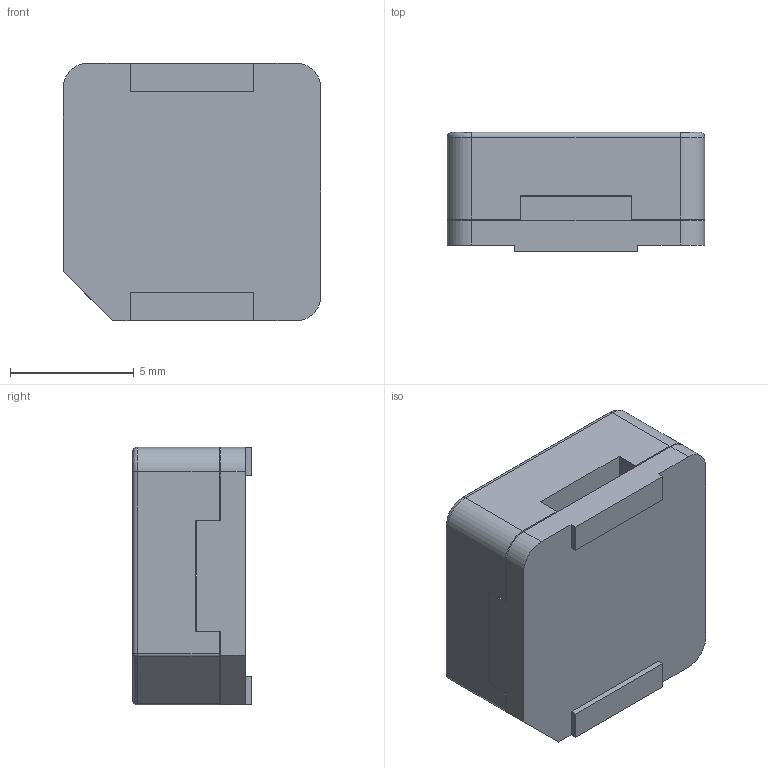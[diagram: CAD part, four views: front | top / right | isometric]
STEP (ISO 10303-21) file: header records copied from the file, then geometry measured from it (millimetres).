
FILE_DESCRIPTION (( 'STEP AP214' ), '1' );
FILE_NAME ('User Library-IND_MURATA_MBH10145C.STEP', '2018-02-13T17:13:35', ( '' ), ( '' ), 'SwSTEP 2.0', 'SolidWorks 2018', '' );
FILE_SCHEMA (( 'AUTOMOTIVE_DESIGN' ));
Length unit declared in the file: millimetre
Products named in the file (4): User Library-IND_MURATA_MBH10145C_srr1206-560yl_1; User Library-IND_MURATA_MBH10145C; User Library-IND_MURATA_MBH10145C_srr1206-560yl_2; User Library-IND_MURATA_MBH10145C_srr1206-560yl
Assembly tree (3 placements, depth 3):
  User Library-IND_MURATA_MBH10145C
    User Library-IND_MURATA_MBH10145C_srr1206-560yl
      User Library-IND_MURATA_MBH10145C_srr1206-560yl_1
      User Library-IND_MURATA_MBH10145C_srr1206-560yl_2
Bounding box: 10.4 x 4.8 x 10.4 mm (x, y, z)
Volume: 407.1 mm3; surface area: 742.5 mm2
Topology: 2 solids, 2 shells, 117 faces, 309 edges, 179 vertices
Faces by surface type: plane 46, cylinder 39, bspline 32
Entity records: 5362 total; most frequent: CARTESIAN_POINT 1247, ORIENTED_EDGE 580, DIRECTION 571, EDGE_CURVE 290, AXIS2_PLACEMENT_3D 206, VERTEX_POINT 179, VECTOR 159, LINE 159
